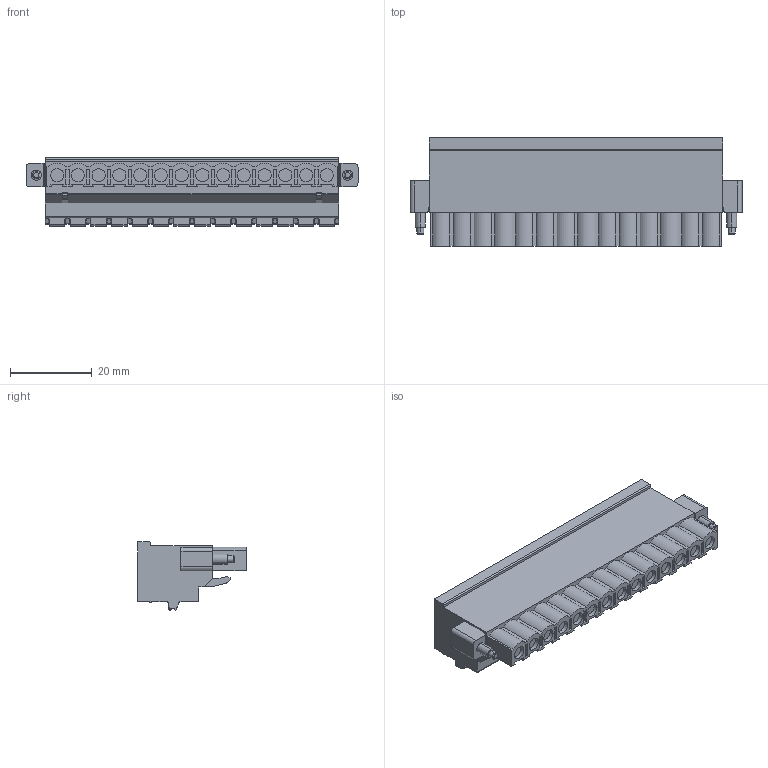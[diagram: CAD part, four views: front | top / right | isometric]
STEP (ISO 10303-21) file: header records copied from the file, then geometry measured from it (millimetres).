
FILE_DESCRIPTION((''),'2;1');
FILE_NAME('3333','2024-09-27T13:37:59',('tluser'),(''),'CREO PARAMETRIC BY PTC INC, 2018100','CREO PARAMETRIC BY PTC INC, 2018100','');
FILE_SCHEMA(('CONFIG_CONTROL_DESIGN'));
Length unit declared in the file: millimetre
Products named in the file (1): 3333
Bounding box: 81.28 x 26.6 x 16.71 mm (x, y, z)
Volume: 20153.6 mm3; surface area: 8617.1 mm2
Topology: 1 solids, 1 shells, 848 faces, 2181 edges, 1450 vertices
Faces by surface type: plane 565, cylinder 275, cone 4, torus 4
Entity records: 25793 total; most frequent: CARTESIAN_POINT 4479, DIRECTION 4443, ORIENTED_EDGE 4362, EDGE_CURVE 2181, VECTOR 1615, LINE 1615, VERTEX_POINT 1450, AXIS2_PLACEMENT_3D 1414
